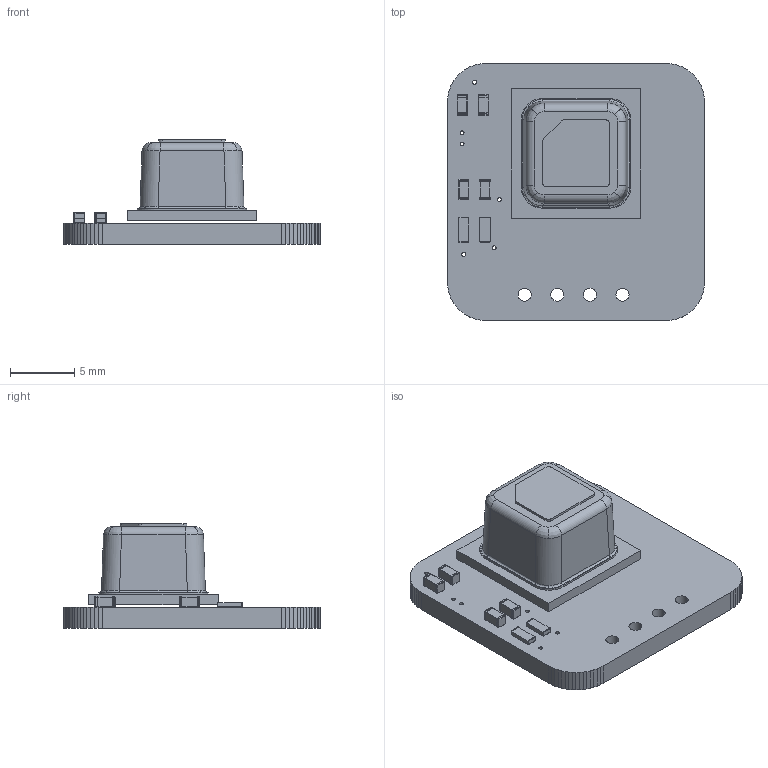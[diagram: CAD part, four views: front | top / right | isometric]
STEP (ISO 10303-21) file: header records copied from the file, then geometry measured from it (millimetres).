
FILE_DESCRIPTION(('PCB Model'),'2;1');
FILE_NAME('EVE SCD4x.STEP','2021-09-21T14:24:21',( 'pritesh'),('Unspecified'),'Open CASCADE STEP processor 6.8', 'Proteus','Unknown');
FILE_SCHEMA(('AUTOMOTIVE_DESIGN { 1 0 10303 214 1 1 1 1 }'));
Length unit declared in the file: millimetre
Products named in the file (26): Open CASCADE STEP translator 6.8 6; Layer_1; U1; Open CASCADE STEP translator 6.8 6.2.1; Body_1; R1; Open CASCADE STEP translator 6.8 6.3.1; Pin_1; Pin_2; R2; C1; Open CASCADE STEP translator 6.8 6.5.1; Part_3; Part_2; Part_1; C2; Open CASCADE STEP translator 6.8 6.6.1; C3; Open CASCADE STEP translator 6.8 6.7.1; C4; Open CASCADE STEP translator 6.8 6.8.1
Assembly tree (35 placements, depth 5):
  Open CASCADE STEP translator 6.8 6
    Layer_1
    U1
      Open CASCADE STEP translator 6.8 6.2.1
        Body_1
    R1
      Open CASCADE STEP translator 6.8 6.3.1
        Body_1
        Pin_1
        Pin_2
    R2
      Open CASCADE STEP translator 6.8 6.3.1
        Body_1
        Pin_1
        Pin_2
    C1
      Open CASCADE STEP translator 6.8 6.5.1
        Body_1
          Part_3
          Part_2
          Part_1
    C2
      Open CASCADE STEP translator 6.8 6.6.1
        Body_1
          Part_3
          Part_2
          Part_1
    C3
      Open CASCADE STEP translator 6.8 6.7.1
        Body_1
          Part_3
          Part_2
          Part_1
    C4
      Open CASCADE STEP translator 6.8 6.8.1
        Body_1
          Part_3
          Part_2
          Part_1
Bounding box: 20 x 20 x 8.12 mm (x, y, z)
Volume: 1049.6 mm3; surface area: 1376.3 mm2
Topology: 20 solids, 20 shells, 549 faces, 1360 edges, 848 vertices
Faces by surface type: plane 351, cylinder 150, sphere 32, bspline 16
Entity records: 14347 total; most frequent: CARTESIAN_POINT 2300, ORIENTED_EDGE 1900, DIRECTION 1861, EDGE_CURVE 950, LINE 735, VECTOR 735, VERTEX_POINT 620, AXIS2_PLACEMENT_3D 563
